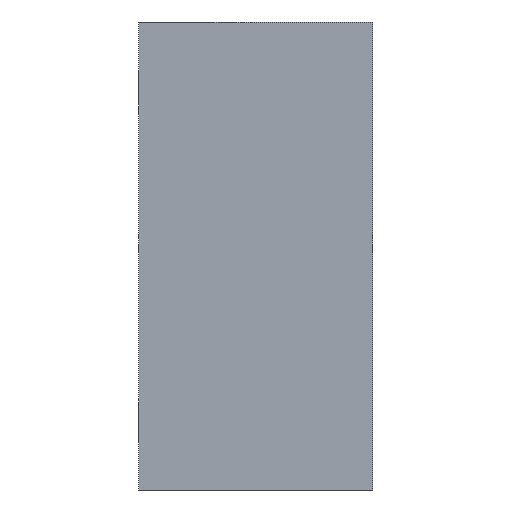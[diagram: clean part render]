
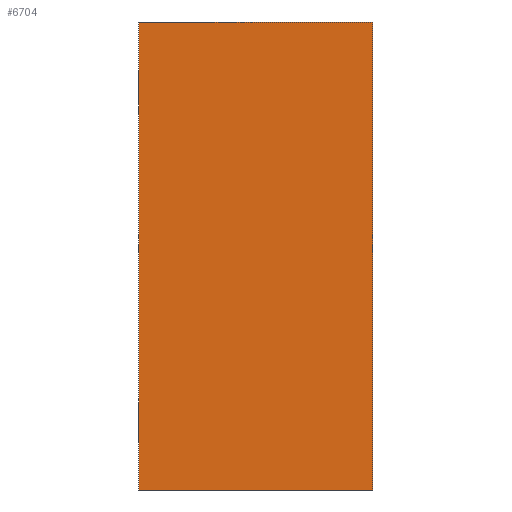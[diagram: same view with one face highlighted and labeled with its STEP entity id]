
A CAD part, left-side view. The second image highlights one B-rep face of the part: STEP entity #6704.
In plain terms, the highlighted planar face has unit normal (-1, 0, 0).
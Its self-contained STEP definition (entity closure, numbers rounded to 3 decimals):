
#663=PLANE('',#7165);
#1047=FACE_OUTER_BOUND('',#1442,.T.);
#1442=EDGE_LOOP('',(#5976,#5977,#5978,#5979));
#1817=LINE('',#40721,#2199);
#1820=LINE('',#40727,#2202);
#1825=LINE('',#40736,#2207);
#1830=LINE('',#40744,#2212);
#2199=VECTOR('',#8416,10.);
#2202=VECTOR('',#8421,10.);
#2207=VECTOR('',#8430,10.);
#2212=VECTOR('',#8437,10.);
#2938=VERTEX_POINT('',#40718);
#2939=VERTEX_POINT('',#40720);
#2940=VERTEX_POINT('',#40724);
#2941=VERTEX_POINT('',#40726);
#3951=EDGE_CURVE('',#2939,#2938,#1817,.T.);
#3954=EDGE_CURVE('',#2941,#2940,#1820,.T.);
#3959=EDGE_CURVE('',#2940,#2939,#1825,.T.);
#3964=EDGE_CURVE('',#2938,#2941,#1830,.T.);
#5976=ORIENTED_EDGE('',*,*,#3954,.T.);
#5977=ORIENTED_EDGE('',*,*,#3959,.T.);
#5978=ORIENTED_EDGE('',*,*,#3951,.T.);
#5979=ORIENTED_EDGE('',*,*,#3964,.T.);
#6704=ADVANCED_FACE('',(#1047),#663,.T.);
#7165=AXIS2_PLACEMENT_3D('',#40745,#8438,#8439);
#8416=DIRECTION('',(0.,0.,1.));
#8421=DIRECTION('',(0.,0.,-1.));
#8430=DIRECTION('',(0.,-1.,0.));
#8437=DIRECTION('',(0.,1.,0.));
#8438=DIRECTION('center_axis',(-1.,0.,0.));
#8439=DIRECTION('ref_axis',(0.,0.,1.));
#40718=CARTESIAN_POINT('',(-100.,-25.,50.));
#40720=CARTESIAN_POINT('',(-100.,-25.,-50.));
#40721=CARTESIAN_POINT('',(-100.,-25.,-50.));
#40724=CARTESIAN_POINT('',(-100.,25.,-50.));
#40726=CARTESIAN_POINT('',(-100.,25.,50.));
#40727=CARTESIAN_POINT('',(-100.,25.,50.));
#40736=CARTESIAN_POINT('',(-100.,25.,-50.));
#40744=CARTESIAN_POINT('',(-100.,-25.,50.));
#40745=CARTESIAN_POINT('Origin',(-100.,0.,0.));
